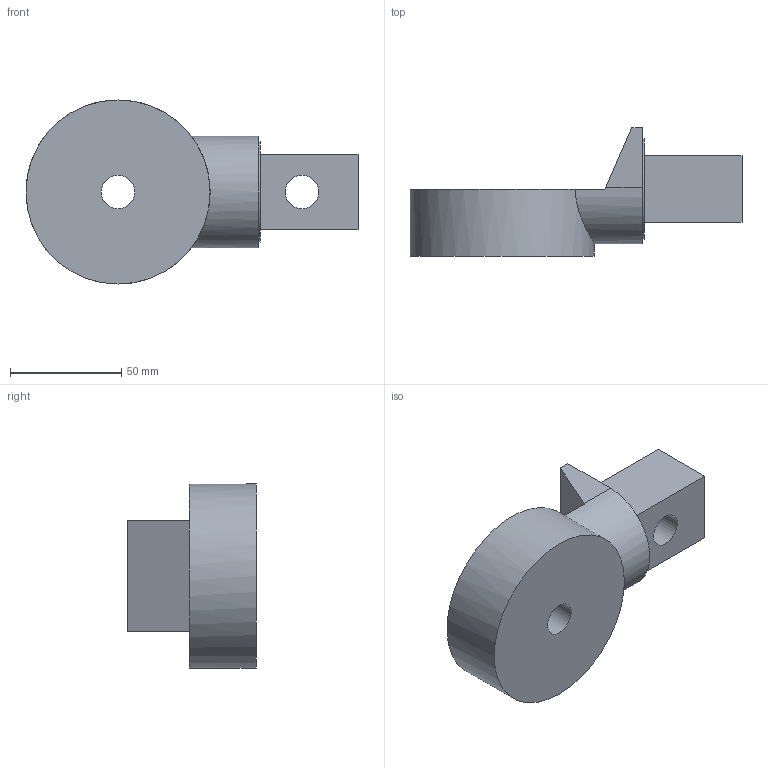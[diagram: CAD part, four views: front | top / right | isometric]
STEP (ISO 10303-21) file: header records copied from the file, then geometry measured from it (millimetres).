
FILE_DESCRIPTION(/* description */ (''),/* implementation_level */ '2;1');
FILE_NAME(/* name */ 'Component3(Mirror).step',/* time_stamp */ '2023-12-15T19:40:32+05:30',/* author */ (''),/* organization */ (''),/* preprocessor_version */ 'ST-DEVELOPER v20',/* originating_system */ 'Autodesk Translation Framework v12.14.0.127',/* authorisation */ '');
FILE_SCHEMA (('AUTOMOTIVE_DESIGN { 1 0 10303 214 3 1 1 }'));
Length unit declared in the file: millimetre
Products named in the file (1): Component3(Mirror)
Bounding box: 149.31 x 57.75 x 82.78 mm (x, y, z)
Volume: 234669.2 mm3; surface area: 32491 mm2
Topology: 1 solids, 1 shells, 21 faces, 46 edges, 28 vertices
Faces by surface type: plane 16, cylinder 5
Full cylindrical faces by diameter (mm): 15.039 x2, 45.118 x1, 82.785 x1
Entity records: 644 total; most frequent: CARTESIAN_POINT 129, DIRECTION 105, ORIENTED_EDGE 92, EDGE_CURVE 46, AXIS2_PLACEMENT_3D 38, LINE 29, VECTOR 29, VERTEX_POINT 28
